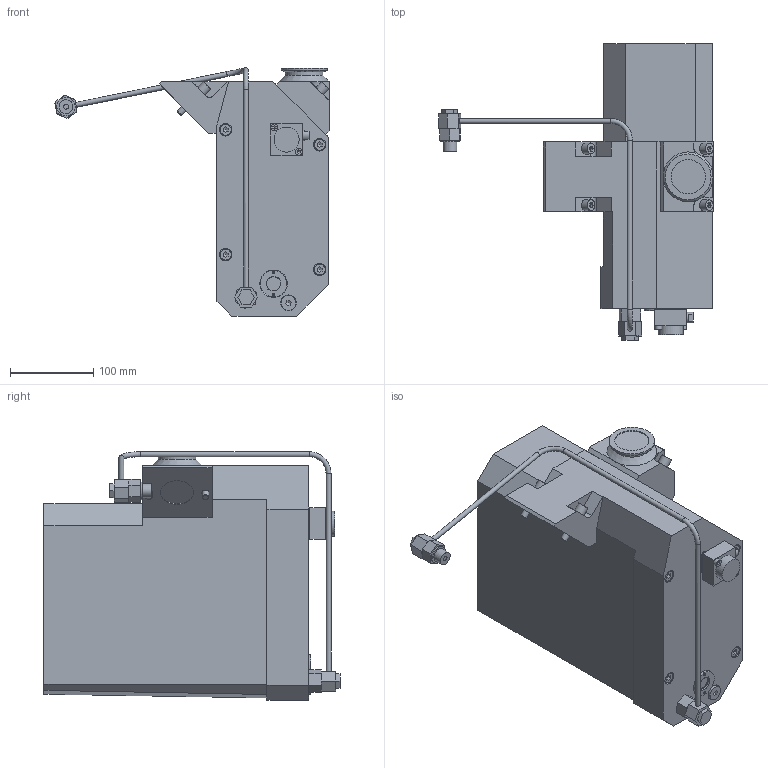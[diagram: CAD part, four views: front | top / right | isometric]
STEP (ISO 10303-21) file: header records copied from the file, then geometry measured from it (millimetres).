
FILE_DESCRIPTION((''),'2;1');
FILE_NAME('PK940116.stp','2010-05-27T12:12:48',('WANGORSCH-V'),(''),'Autodesk Inventor 2009','Autodesk Inventor 2009','');
FILE_SCHEMA(('CONFIG_CONTROL_DESIGN'));
Length unit declared in the file: millimetre
Products named in the file (1): PK940116
Bounding box: 329.66 x 355.8 x 298.5 mm (x, y, z)
Volume: 10432557.9 mm3; surface area: 393876.4 mm2
Topology: 1 solids, 25 shells, 517 faces, 1230 edges, 780 vertices
Faces by surface type: plane 298, cylinder 129, bspline 52, cone 36, torus 2
Full cylindrical faces by diameter (mm): 2.8 x2, 3 x2, 4.134 x2, 5 x2, 5.08 x2, 6 x4, 6.647 x4, 7 x2, 8 x8, 8.4 x2, 8.5 x2, 9 x4, 12.7 x1, 13 x8, 13.157 x1, 15 x4, 16.662 x1, 17 x1, 18 x1, 18.5 x1, 22 x1, 24 x1, 30.226 x1, 32 x1, 40 x1, 41.2 x1, 45 x1, 50 x1, 55 x1, 57 x1
Entity records: 16123 total; most frequent: CARTESIAN_POINT 4694, DIRECTION 2225, ORIENTED_EDGE 2060, EDGE_CURVE 1030, AXIS2_PLACEMENT_3D 807, VERTEX_POINT 706, EDGE_LOOP 686, VECTOR 611
